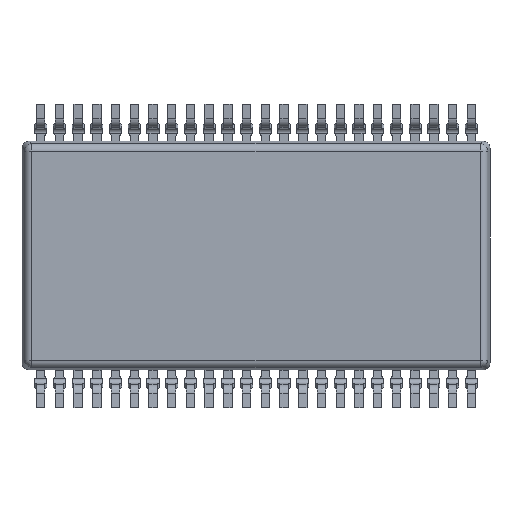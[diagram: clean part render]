
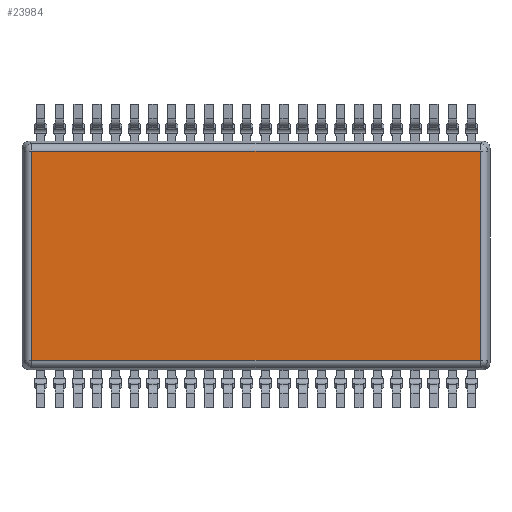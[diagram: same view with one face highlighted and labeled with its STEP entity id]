
A CAD part, front view. The second image highlights one B-rep face of the part: STEP entity #23984.
In plain terms, the highlighted face is planar.
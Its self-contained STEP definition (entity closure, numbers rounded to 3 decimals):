
#214 = CARTESIAN_POINT ( 'NONE',  ( 12.243, 0.387, -0.257 ) ) ;
#3322 = VERTEX_POINT ( 'NONE', #44280 ) ;
#3793 = DIRECTION ( 'NONE',  ( 0., -1., 0. ) ) ;
#4364 = DIRECTION ( 'NONE',  ( 0., 0., -1. ) ) ;
#6818 = AXIS2_PLACEMENT_3D ( 'NONE', #15335, #3793, #40940 ) ;
#10460 = EDGE_CURVE ( 'NONE', #3322, #30290, #46378, .T. ) ;
#11790 = DIRECTION ( 'NONE',  ( -1., 0., 0. ) ) ;
#11883 = DIRECTION ( 'NONE',  ( 1., 0., 0. ) ) ;
#12085 = EDGE_CURVE ( 'NONE', #30290, #31806, #29011, .T. ) ;
#12464 = ORIENTED_EDGE ( 'NONE', *, *, #10460, .T. ) ;
#12722 = CARTESIAN_POINT ( 'NONE',  ( 0., 0.387, -5.843 ) ) ;
#13644 = EDGE_CURVE ( 'NONE', #31806, #42293, #30580, .T. ) ;
#13936 = VECTOR ( 'NONE', #11883, 1000. ) ;
#14794 = ORIENTED_EDGE ( 'NONE', *, *, #42277, .T. ) ;
#15335 = CARTESIAN_POINT ( 'NONE',  ( 0., 0.387, 0. ) ) ;
#17667 = CARTESIAN_POINT ( 'NONE',  ( 0.257, 0.387, 0. ) ) ;
#18873 = LINE ( 'NONE', #29747, #38683 ) ;
#19008 = FACE_OUTER_BOUND ( 'NONE', #20015, .T. ) ;
#20015 = EDGE_LOOP ( 'NONE', ( #14794, #12464, #45322, #44996 ) ) ;
#20627 = CARTESIAN_POINT ( 'NONE',  ( 0.257, 0.387, -0.257 ) ) ;
#23984 = ADVANCED_FACE ( 'NONE', ( #19008 ), #34028, .F. ) ;
#24397 = CARTESIAN_POINT ( 'NONE',  ( 0.257, 0.387, -5.843 ) ) ;
#26896 = VECTOR ( 'NONE', #11790, 1000. ) ;
#29011 = LINE ( 'NONE', #17667, #29413 ) ;
#29413 = VECTOR ( 'NONE', #43212, 1000. ) ;
#29747 = CARTESIAN_POINT ( 'NONE',  ( 12.243, 0.387, 0. ) ) ;
#30290 = VERTEX_POINT ( 'NONE', #24397 ) ;
#30580 = LINE ( 'NONE', #45506, #13936 ) ;
#31806 = VERTEX_POINT ( 'NONE', #20627 ) ;
#34028 = PLANE ( 'NONE',  #6818 ) ;
#38683 = VECTOR ( 'NONE', #4364, 1000. ) ;
#40940 = DIRECTION ( 'NONE',  ( 0., 0., -1. ) ) ;
#42277 = EDGE_CURVE ( 'NONE', #42293, #3322, #18873, .T. ) ;
#42293 = VERTEX_POINT ( 'NONE', #214 ) ;
#43212 = DIRECTION ( 'NONE',  ( 0., 0., 1. ) ) ;
#44280 = CARTESIAN_POINT ( 'NONE',  ( 12.243, 0.387, -5.843 ) ) ;
#44996 = ORIENTED_EDGE ( 'NONE', *, *, #13644, .T. ) ;
#45322 = ORIENTED_EDGE ( 'NONE', *, *, #12085, .T. ) ;
#45506 = CARTESIAN_POINT ( 'NONE',  ( 0., 0.387, -0.257 ) ) ;
#46378 = LINE ( 'NONE', #12722, #26896 ) ;
